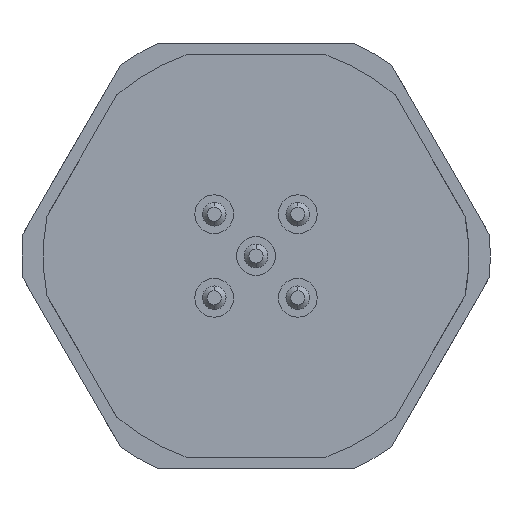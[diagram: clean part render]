
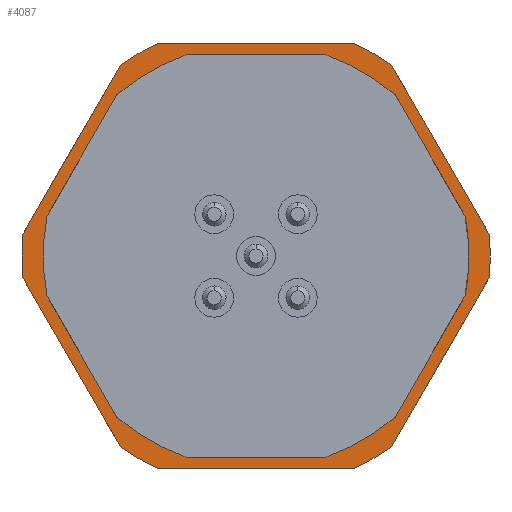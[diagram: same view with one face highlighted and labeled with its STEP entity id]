
A CAD part, front view. The second image highlights one B-rep face of the part: STEP entity #4087.
In plain terms, the highlighted planar face has unit normal (0, -1, 0).
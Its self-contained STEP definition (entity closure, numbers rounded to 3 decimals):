
#291 = VERTEX_POINT ( 'NONE', #15192 ) ;
#662 = CARTESIAN_POINT ( 'NONE',  ( -5.732, 3.6, -8.072 ) ) ;
#947 = CARTESIAN_POINT ( 'NONE',  ( -4.124, 3.6, 9. ) ) ;
#1305 = VERTEX_POINT ( 'NONE', #2915 ) ;
#1354 = LINE ( 'NONE', #5575, #8228 ) ;
#1446 = CARTESIAN_POINT ( 'NONE',  ( -5.732, 3.6, -8.072 ) ) ;
#2722 = CARTESIAN_POINT ( 'NONE',  ( 0., 3.6, -7.2 ) ) ;
#2915 = CARTESIAN_POINT ( 'NONE',  ( 4.124, 3.6, -9. ) ) ;
#3191 = DIRECTION ( 'NONE',  ( -0.5, 0., -0.866 ) ) ;
#3263 = CARTESIAN_POINT ( 'NONE',  ( 0., 3.6, 7.2 ) ) ;
#4037 = VERTEX_POINT ( 'NONE', #8707 ) ;
#4087 = ADVANCED_FACE ( 'NONE', ( #19451, #18654 ), #4989, .F. ) ;
#4947 = DIRECTION ( 'NONE',  ( 0., 0., 1. ) ) ;
#4989 = PLANE ( 'NONE',  #25022 ) ;
#5016 = CARTESIAN_POINT ( 'NONE',  ( 0., 3.6, 0. ) ) ;
#5055 = DIRECTION ( 'NONE',  ( -1., 0., 0. ) ) ;
#5223 = CARTESIAN_POINT ( 'NONE',  ( 0., 3.6, 7.2 ) ) ;
#5503 = DIRECTION ( 'NONE',  ( 1., 0., 0. ) ) ;
#5575 = CARTESIAN_POINT ( 'NONE',  ( 0., 3.6, 9. ) ) ;
#5726 = CARTESIAN_POINT ( 'NONE',  ( 14.4, 3.6, -7.2 ) ) ;
#5765 = CARTESIAN_POINT ( 'NONE',  ( 9.856, 3.6, -0.928 ) ) ;
#6435 =( BOUNDED_CURVE ( )  B_SPLINE_CURVE ( 3, ( #5223, #7821, #10490, #28463 ),
 .UNSPECIFIED., .F., .F. ) 
 B_SPLINE_CURVE_WITH_KNOTS ( ( 4, 4 ),
 ( 0., 1. ),
 .UNSPECIFIED. ) 
 CURVE ( )  GEOMETRIC_REPRESENTATION_ITEM ( )  RATIONAL_B_SPLINE_CURVE ( ( 1., 0.333, 0.333, 1. ) ) 
 REPRESENTATION_ITEM ( '' )  );
#6801 = CARTESIAN_POINT ( 'NONE',  ( 9.856, 3.6, -0.928 ) ) ;
#7278 = VERTEX_POINT ( 'NONE', #21694 ) ;
#7355 = CIRCLE ( 'NONE', #28453, 9.9 ) ;
#7821 = CARTESIAN_POINT ( 'NONE',  ( -14.4, 3.6, 7.2 ) ) ;
#8134 = EDGE_CURVE ( 'NONE', #12546, #32380, #1354, .T. ) ;
#8228 = VECTOR ( 'NONE', #5503, 1000. ) ;
#8403 = DIRECTION ( 'NONE',  ( 0., 1., 0. ) ) ;
#8707 = CARTESIAN_POINT ( 'NONE',  ( -5.732, 3.6, 8.072 ) ) ;
#8899 = EDGE_CURVE ( 'NONE', #32239, #4037, #26790, .T. ) ;
#9450 = DIRECTION ( 'NONE',  ( 0.5, 0., 0.866 ) ) ;
#9541 = CARTESIAN_POINT ( 'NONE',  ( -9.856, 3.6, 0.928 ) ) ;
#9853 = EDGE_CURVE ( 'NONE', #23637, #32239, #7355, .T. ) ;
#9919 = EDGE_CURVE ( 'NONE', #32380, #291, #14886, .T. ) ;
#10062 = EDGE_CURVE ( 'NONE', #7278, #18040, #10642, .T. ) ;
#10490 = CARTESIAN_POINT ( 'NONE',  ( -14.4, 3.6, -7.2 ) ) ;
#10642 = CIRCLE ( 'NONE', #19144, 9.9 ) ;
#10726 = CARTESIAN_POINT ( 'NONE',  ( -9.856, 3.6, -0.928 ) ) ;
#11030 = CARTESIAN_POINT ( 'NONE',  ( 0., 3.6, -7.2 ) ) ;
#11123 = VECTOR ( 'NONE', #9450, 1000. ) ;
#12161 = EDGE_CURVE ( 'NONE', #30259, #1305, #21717, .T. ) ;
#12393 = CARTESIAN_POINT ( 'NONE',  ( 0., 3.6, 0. ) ) ;
#12546 = VERTEX_POINT ( 'NONE', #947 ) ;
#13057 = DIRECTION ( 'NONE',  ( 0., 1., 0. ) ) ;
#14418 = DIRECTION ( 'NONE',  ( 0., 1., 0. ) ) ;
#14844 = CARTESIAN_POINT ( 'NONE',  ( 5.732, 3.6, 8.072 ) ) ;
#14886 = CIRCLE ( 'NONE', #16209, 9.9 ) ;
#15070 = DIRECTION ( 'NONE',  ( 0., 0., -1. ) ) ;
#15192 = CARTESIAN_POINT ( 'NONE',  ( 5.732, 3.6, 8.072 ) ) ;
#16209 = AXIS2_PLACEMENT_3D ( 'NONE', #19537, #19505, #19467 ) ;
#16824 = DIRECTION ( 'NONE',  ( 0., 0., -1. ) ) ;
#16855 = DIRECTION ( 'NONE',  ( 0., 1., 0. ) ) ;
#16903 = CARTESIAN_POINT ( 'NONE',  ( 0., 3.6, 0. ) ) ;
#17380 = DIRECTION ( 'NONE',  ( 0.5, 0., -0.866 ) ) ;
#18040 = VERTEX_POINT ( 'NONE', #662 ) ;
#18188 = CARTESIAN_POINT ( 'NONE',  ( 0., 3.6, -9. ) ) ;
#18654 = FACE_OUTER_BOUND ( 'NONE', #20483, .T. ) ;
#18721 = AXIS2_PLACEMENT_3D ( 'NONE', #12393, #30260, #15070 ) ;
#18958 = CARTESIAN_POINT ( 'NONE',  ( 14.4, 3.6, 7.2 ) ) ;
#19144 = AXIS2_PLACEMENT_3D ( 'NONE', #16903, #16855, #16824 ) ;
#19221 = LINE ( 'NONE', #18188, #19721 ) ;
#19451 = FACE_BOUND ( 'NONE', #22226, .T. ) ;
#19467 = DIRECTION ( 'NONE',  ( 0., 0., -1. ) ) ;
#19505 = DIRECTION ( 'NONE',  ( 0., 1., 0. ) ) ;
#19537 = CARTESIAN_POINT ( 'NONE',  ( 0., 3.6, 0. ) ) ;
#19721 = VECTOR ( 'NONE', #5055, 1000. ) ;
#19922 = LINE ( 'NONE', #1446, #20186 ) ;
#20074 = DIRECTION ( 'NONE',  ( 0., 0., -1. ) ) ;
#20147 = DIRECTION ( 'NONE',  ( 0., 1., 0. ) ) ;
#20186 = VECTOR ( 'NONE', #29654, 1000. ) ;
#20187 = CARTESIAN_POINT ( 'NONE',  ( 0., 3.6, 0. ) ) ;
#20483 = EDGE_LOOP ( 'NONE', ( #28477, #28351, #28085, #27966, #27445, #27090, #26864, #26710, #26581, #26510, #26332, #26168 ) ) ;
#20751 = CIRCLE ( 'NONE', #27623, 9.9 ) ;
#20952 = CARTESIAN_POINT ( 'NONE',  ( 5.732, 3.6, -8.072 ) ) ;
#21353 = VECTOR ( 'NONE', #17380, 1000. ) ;
#21469 = LINE ( 'NONE', #14844, #21353 ) ;
#21475 = CIRCLE ( 'NONE', #18721, 9.9 ) ;
#21694 = CARTESIAN_POINT ( 'NONE',  ( -4.124, 3.6, -9. ) ) ;
#21717 = CIRCLE ( 'NONE', #29180, 9.9 ) ;
#21847 = LINE ( 'NONE', #5765, #21914 ) ;
#21914 = VECTOR ( 'NONE', #3191, 1000. ) ;
#22071 = VERTEX_POINT ( 'NONE', #2722 ) ;
#22226 = EDGE_LOOP ( 'NONE', ( #28917, #28766 ) ) ;
#23423 = CARTESIAN_POINT ( 'NONE',  ( 0., 3.6, 7.2 ) ) ;
#23439 = VERTEX_POINT ( 'NONE', #23423 ) ;
#23445 = EDGE_CURVE ( 'NONE', #23439, #22071, #6435, .T. ) ;
#23637 = VERTEX_POINT ( 'NONE', #10726 ) ;
#24533 = CARTESIAN_POINT ( 'NONE',  ( 4.124, 3.6, 9. ) ) ;
#25022 = AXIS2_PLACEMENT_3D ( 'NONE', #5016, #8403, #4947 ) ;
#25767 = CARTESIAN_POINT ( 'NONE',  ( -9.856, 3.6, 0.928 ) ) ;
#26168 = ORIENTED_EDGE ( 'NONE', *, *, #12161, .F. ) ;
#26170 = EDGE_CURVE ( 'NONE', #1305, #7278, #19221, .T. ) ;
#26332 = ORIENTED_EDGE ( 'NONE', *, *, #26170, .F. ) ;
#26363 = EDGE_CURVE ( 'NONE', #18040, #23637, #19922, .T. ) ;
#26510 = ORIENTED_EDGE ( 'NONE', *, *, #10062, .F. ) ;
#26581 = ORIENTED_EDGE ( 'NONE', *, *, #26363, .F. ) ;
#26710 = ORIENTED_EDGE ( 'NONE', *, *, #9853, .F. ) ;
#26790 = LINE ( 'NONE', #9541, #11123 ) ;
#26864 = ORIENTED_EDGE ( 'NONE', *, *, #8899, .F. ) ;
#26900 = EDGE_CURVE ( 'NONE', #4037, #12546, #20751, .T. ) ;
#27090 = ORIENTED_EDGE ( 'NONE', *, *, #26900, .F. ) ;
#27291 = EDGE_CURVE ( 'NONE', #291, #32470, #21469, .T. ) ;
#27387 = EDGE_CURVE ( 'NONE', #32470, #31176, #21475, .T. ) ;
#27445 = ORIENTED_EDGE ( 'NONE', *, *, #8134, .F. ) ;
#27517 = EDGE_CURVE ( 'NONE', #31176, #30259, #21847, .T. ) ;
#27623 = AXIS2_PLACEMENT_3D ( 'NONE', #29630, #14418, #32199 ) ;
#27966 = ORIENTED_EDGE ( 'NONE', *, *, #9919, .F. ) ;
#28085 = ORIENTED_EDGE ( 'NONE', *, *, #27291, .F. ) ;
#28295 = CARTESIAN_POINT ( 'NONE',  ( 0., 3.6, 0. ) ) ;
#28351 = ORIENTED_EDGE ( 'NONE', *, *, #27387, .F. ) ;
#28453 = AXIS2_PLACEMENT_3D ( 'NONE', #20187, #20147, #20074 ) ;
#28463 = CARTESIAN_POINT ( 'NONE',  ( 0., 3.6, -7.2 ) ) ;
#28477 = ORIENTED_EDGE ( 'NONE', *, *, #27517, .F. ) ;
#28766 = ORIENTED_EDGE ( 'NONE', *, *, #29673, .F. ) ;
#28917 = ORIENTED_EDGE ( 'NONE', *, *, #23445, .F. ) ;
#29180 = AXIS2_PLACEMENT_3D ( 'NONE', #28295, #13057, #30908 ) ;
#29630 = CARTESIAN_POINT ( 'NONE',  ( 0., 3.6, 0. ) ) ;
#29654 = DIRECTION ( 'NONE',  ( -0.5, 0., 0.866 ) ) ;
#29673 = EDGE_CURVE ( 'NONE', #22071, #23439, #33349, .T. ) ;
#30259 = VERTEX_POINT ( 'NONE', #20952 ) ;
#30260 = DIRECTION ( 'NONE',  ( 0., 1., 0. ) ) ;
#30908 = DIRECTION ( 'NONE',  ( 0., 0., -1. ) ) ;
#31176 = VERTEX_POINT ( 'NONE', #6801 ) ;
#32199 = DIRECTION ( 'NONE',  ( 0., 0., -1. ) ) ;
#32239 = VERTEX_POINT ( 'NONE', #25767 ) ;
#32380 = VERTEX_POINT ( 'NONE', #24533 ) ;
#32470 = VERTEX_POINT ( 'NONE', #33233 ) ;
#33233 = CARTESIAN_POINT ( 'NONE',  ( 9.856, 3.6, 0.928 ) ) ;
#33349 =( BOUNDED_CURVE ( )  B_SPLINE_CURVE ( 3, ( #11030, #5726, #18958, #3263 ),
 .UNSPECIFIED., .F., .F. ) 
 B_SPLINE_CURVE_WITH_KNOTS ( ( 4, 4 ),
 ( 0., 1. ),
 .UNSPECIFIED. ) 
 CURVE ( )  GEOMETRIC_REPRESENTATION_ITEM ( )  RATIONAL_B_SPLINE_CURVE ( ( 1., 0.333, 0.333, 1. ) ) 
 REPRESENTATION_ITEM ( '' )  );
